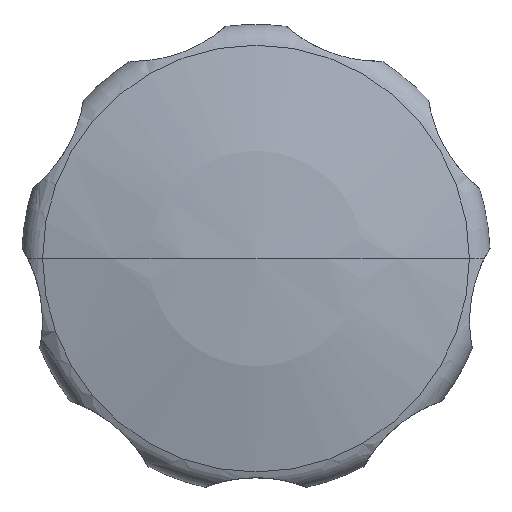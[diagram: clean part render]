
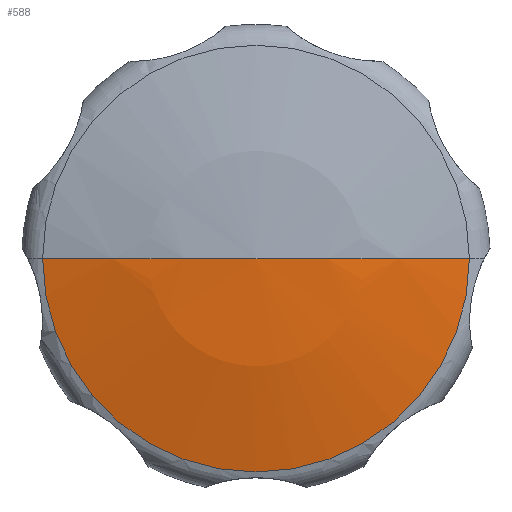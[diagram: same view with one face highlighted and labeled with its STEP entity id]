
A CAD part, top view. The second image highlights one B-rep face of the part: STEP entity #588.
In plain terms, the highlighted spherical face has radius 88.136 mm.
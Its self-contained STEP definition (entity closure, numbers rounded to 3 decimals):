
#354=VERTEX_POINT('',#768);
#366=EDGE_CURVE('',#424,#462,#781,.T.);
#418=EDGE_CURVE('',#354,#462,#838,.T.);
#424=VERTEX_POINT('',#845);
#428=EDGE_CURVE('',#424,#354,#849,.T.);
#462=VERTEX_POINT('',#885);
#588=ADVANCED_FACE('',(#1022),#1023,.T.);
#768=CARTESIAN_POINT('',(0.,0.,64.0));
#781=CIRCLE('',#1488,22.775);
#838=CIRCLE('',#1639,88.136);
#845=CARTESIAN_POINT('',(-22.775,0.,61.006));
#849=CIRCLE('',#1676,88.136);
#885=CARTESIAN_POINT('',(22.775,0.,61.006));
#1022=FACE_OUTER_BOUND('',#2117,.T.);
#1023=SPHERICAL_SURFACE('',#2118,88.136);
#1488=AXIS2_PLACEMENT_3D('',#2362,#2363,#2364);
#1639=AXIS2_PLACEMENT_3D('',#2421,#2422,#2423);
#1676=AXIS2_PLACEMENT_3D('',#2435,#2436,#2437);
#2117=EDGE_LOOP('',(#2603,#2604,#2605));
#2118=AXIS2_PLACEMENT_3D('',#2606,#2607,#2608);
#2362=CARTESIAN_POINT('',(0.,0.,61.006));
#2363=DIRECTION('',(0.,0.,1.0));
#2364=DIRECTION('',(-1.0,0.,0.));
#2421=CARTESIAN_POINT('',(0.,0.,-24.136));
#2422=DIRECTION('',(0.,1.0,0.));
#2423=DIRECTION('',(0.0,0.,-1.0));
#2435=CARTESIAN_POINT('',(0.,0.,-24.136));
#2436=DIRECTION('',(0.,1.0,0.));
#2437=DIRECTION('',(0.0,0.,-1.0));
#2603=ORIENTED_EDGE('',*,*,#428,.F.);
#2604=ORIENTED_EDGE('',*,*,#366,.T.);
#2605=ORIENTED_EDGE('',*,*,#418,.F.);
#2606=CARTESIAN_POINT('',(0.,0.,-24.136));
#2607=DIRECTION('',(0.,0.,1.0));
#2608=DIRECTION('',(-1.0,0.,0.0));
